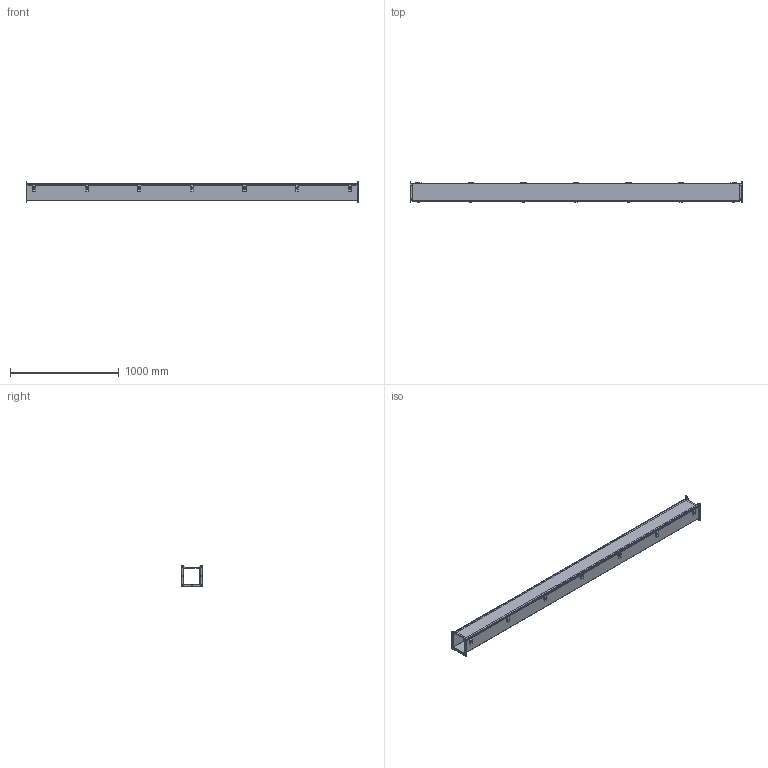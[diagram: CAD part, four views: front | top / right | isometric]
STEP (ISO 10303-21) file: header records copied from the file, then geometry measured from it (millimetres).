
FILE_DESCRIPTION (( 'STEP AP203' ), '1' );
FILE_NAME ('1485D120.step', '2020-11-19T14:34:44', ( 'ADC123' ), ( 'Microsoft' ), 'SwSTEP 2.0', 'SolidWorks 2019', '' );
FILE_SCHEMA (( 'CONFIG_CONTROL_DESIGN' ));
Length unit declared in the file: inch
Products named in the file (1): 1485D120
Bounding box: 3048 x 193.68 x 193.68 mm (x, y, z)
Volume: 4442737.6 mm3; surface area: 4554486.9 mm2
Topology: 50 solids, 50 shells, 1141 faces, 3011 edges, 1984 vertices
Faces by surface type: plane 670, cylinder 457, bspline 14
Full cylindrical faces by diameter (mm): 3.175 x14, 3.302 x14, 3.969 x14, 4.166 x14, 4.763 x21, 7.137 x14
Entity records: 35097 total; most frequent: CARTESIAN_POINT 6438, DIRECTION 6034, ORIENTED_EDGE 5770, EDGE_CURVE 2885, AXIS2_PLACEMENT_3D 2063, VERTEX_POINT 1977, LINE 1908, VECTOR 1908
